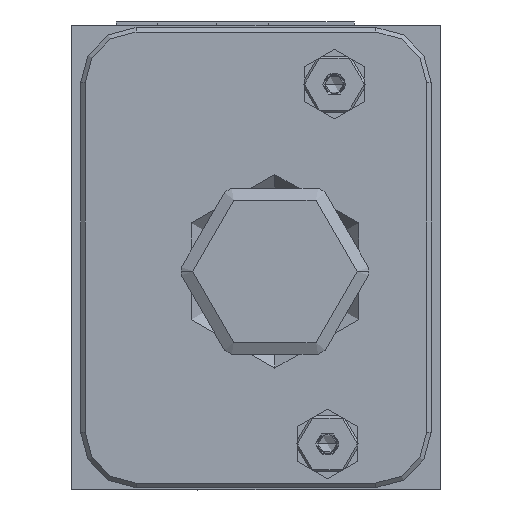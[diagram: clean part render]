
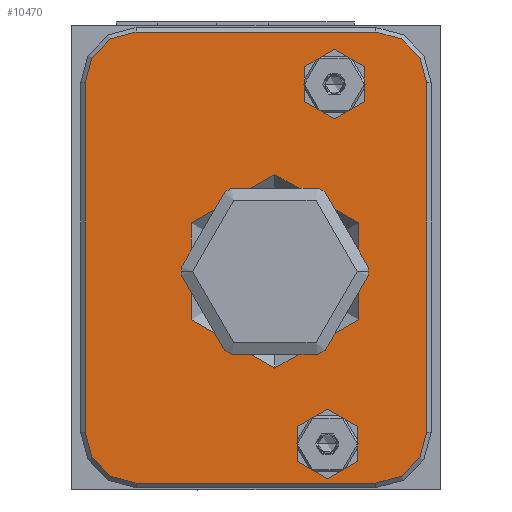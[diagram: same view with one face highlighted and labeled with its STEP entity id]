
A CAD part, front view. The second image highlights one B-rep face of the part: STEP entity #10470.
In plain terms, the highlighted planar face has unit normal (0, -1, 0).
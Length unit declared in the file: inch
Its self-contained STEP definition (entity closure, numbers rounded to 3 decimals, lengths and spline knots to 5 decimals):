
#3444=CARTESIAN_POINT('',(1.378,-6.812,1.482));
#3445=DIRECTION('',(0.,1.,0.));
#3446=DIRECTION('',(0.,0.,-1.));
#3447=AXIS2_PLACEMENT_3D('',#3444,#3445,#3446);
#3449=CARTESIAN_POINT('',(1.378,-6.812,1.482));
#3450=DIRECTION('',(0.,1.,0.));
#3451=DIRECTION('',(0.,0.,1.));
#3452=AXIS2_PLACEMENT_3D('',#3449,#3450,#3451);
#3454=CARTESIAN_POINT('',(1.781,-6.812,2.75));
#3455=DIRECTION('',(0.,1.,0.));
#3456=DIRECTION('',(0.,0.,-1.));
#3457=AXIS2_PLACEMENT_3D('',#3454,#3455,#3456);
#3459=CARTESIAN_POINT('',(1.781,-6.812,2.75));
#3460=DIRECTION('',(0.,1.,0.));
#3461=DIRECTION('',(0.,0.,1.));
#3462=AXIS2_PLACEMENT_3D('',#3459,#3460,#3461);
#3464=CARTESIAN_POINT('',(1.734,-6.812,
0.312));
#3465=DIRECTION('',(0.,1.,0.));
#3466=DIRECTION('',(0.,0.,-1.));
#3467=AXIS2_PLACEMENT_3D('',#3464,#3465,#3466);
#3469=CARTESIAN_POINT('',(1.734,-6.812,
0.312));
#3470=DIRECTION('',(0.,1.,0.));
#3471=DIRECTION('',(0.,0.,1.));
#3472=AXIS2_PLACEMENT_3D('',#3469,#3470,#3471);
#5974=CARTESIAN_POINT('',(2.062,-6.812,2.759));
#5975=DIRECTION('',(0.,1.,0.));
#5976=DIRECTION('',(0.,0.,1.));
#5977=AXIS2_PLACEMENT_3D('',#5974,#5975,#5976);
#5988=DIRECTION('',(1.,0.,0.));
#5989=VECTOR('',#5988,1.625);
#5990=CARTESIAN_POINT('',(0.437,-6.812,3.103));
#5991=LINE('',#5990,#5989);
#6000=CARTESIAN_POINT('',(0.437,-6.812,2.759));
#6001=DIRECTION('',(0.,1.,0.));
#6002=DIRECTION('',(-1.,0.,0.));
#6003=AXIS2_PLACEMENT_3D('',#6000,#6001,#6002);
#6014=DIRECTION('',(0.,0.,1.));
#6015=VECTOR('',#6014,2.368);
#6016=CARTESIAN_POINT('',(0.093,-6.812,0.391));
#6017=LINE('',#6016,#6015);
#6026=CARTESIAN_POINT('',(0.437,-6.812,0.391));
#6027=DIRECTION('',(0.,1.,0.));
#6028=DIRECTION('',(0.,0.,-1.));
#6029=AXIS2_PLACEMENT_3D('',#6026,#6027,#6028);
#6040=DIRECTION('',(-1.,0.,0.));
#6041=VECTOR('',#6040,1.625);
#6042=CARTESIAN_POINT('',(2.062,-6.812,0.047));
#6043=LINE('',#6042,#6041);
#6048=CARTESIAN_POINT('',(2.062,-6.812,0.391));
#6049=DIRECTION('',(0.,1.,0.));
#6050=DIRECTION('',(1.,0.,0.));
#6051=AXIS2_PLACEMENT_3D('',#6048,#6049,#6050);
#6066=DIRECTION('',(0.,0.,-1.));
#6067=VECTOR('',#6066,2.368);
#6068=CARTESIAN_POINT('',(2.406,-6.812,2.759));
#6069=LINE('',#6068,#6067);
#7183=CARTESIAN_POINT('',(1.378,-6.812,
0.826));
#7184=CARTESIAN_POINT('',(1.378,-6.812,2.138));
#7185=VERTEX_POINT('',#7183);
#7186=VERTEX_POINT('',#7184);
#7250=CARTESIAN_POINT('',(1.781,-6.812,2.514));
#7251=CARTESIAN_POINT('',(1.781,-6.812,2.986));
#7252=VERTEX_POINT('',#7250);
#7253=VERTEX_POINT('',#7251);
#7288=CARTESIAN_POINT('',(2.062,-6.812,0.047));
#7289=CARTESIAN_POINT('',(0.437,-6.812,0.047));
#7290=VERTEX_POINT('',#7288);
#7291=VERTEX_POINT('',#7289);
#7296=CARTESIAN_POINT('',(0.093,-6.812,0.391));
#7297=VERTEX_POINT('',#7296);
#7300=CARTESIAN_POINT('',(0.093,-6.812,2.759));
#7301=VERTEX_POINT('',#7300);
#7304=CARTESIAN_POINT('',(0.437,-6.812,3.103));
#7305=VERTEX_POINT('',#7304);
#7308=CARTESIAN_POINT('',(2.062,-6.812,3.103));
#7309=VERTEX_POINT('',#7308);
#7312=CARTESIAN_POINT('',(2.406,-6.812,2.759));
#7313=VERTEX_POINT('',#7312);
#7316=CARTESIAN_POINT('',(2.406,-6.812,0.391));
#7317=VERTEX_POINT('',#7316);
#7340=CARTESIAN_POINT('',(1.734,-6.812,
0.076));
#7341=CARTESIAN_POINT('',(1.734,-6.812,
0.548));
#7342=VERTEX_POINT('',#7340);
#7343=VERTEX_POINT('',#7341);
#10430=CARTESIAN_POINT('',(0.,-6.812,0.));
#10431=DIRECTION('',(0.,-1.,0.));
#10432=DIRECTION('',(1.,0.,0.));
#10433=AXIS2_PLACEMENT_3D('',#10430,#10431,#10432);
#10434=PLANE('',#10433);
#10436=ORIENTED_EDGE('',*,*,#10435,.T.);
#10438=ORIENTED_EDGE('',*,*,#10437,.T.);
#10440=ORIENTED_EDGE('',*,*,#10439,.T.);
#10442=ORIENTED_EDGE('',*,*,#10441,.T.);
#10444=ORIENTED_EDGE('',*,*,#10443,.T.);
#10446=ORIENTED_EDGE('',*,*,#10445,.T.);
#10448=ORIENTED_EDGE('',*,*,#10447,.T.);
#10450=ORIENTED_EDGE('',*,*,#10449,.T.);
#10451=EDGE_LOOP('',(#10436,#10438,#10440,#10442,#10444,#10446,#10448,#10450));
#10452=FACE_OUTER_BOUND('',#10451,.F.);
#10454=ORIENTED_EDGE('',*,*,#10453,.F.);
#10456=ORIENTED_EDGE('',*,*,#10455,.F.);
#10457=EDGE_LOOP('',(#10454,#10456));
#10458=FACE_BOUND('',#10457,.F.);
#10460=ORIENTED_EDGE('',*,*,#10459,.F.);
#10462=ORIENTED_EDGE('',*,*,#10461,.F.);
#10463=EDGE_LOOP('',(#10460,#10462));
#10464=FACE_BOUND('',#10463,.F.);
#10466=ORIENTED_EDGE('',*,*,#10465,.F.);
#10467=ORIENTED_EDGE('',*,*,#10420,.F.);
#10468=EDGE_LOOP('',(#10466,#10467));
#10469=FACE_BOUND('',#10468,.F.);
#10470=ADVANCED_FACE('',(#10452,#10458,#10464,#10469),#10434,.T.);
#3448=CIRCLE('',#3447,0.656);
#3453=CIRCLE('',#3452,0.656);
#3458=CIRCLE('',#3457,0.236);
#3463=CIRCLE('',#3462,0.236);
#3468=CIRCLE('',#3467,0.236);
#3473=CIRCLE('',#3472,0.236);
#5978=CIRCLE('',#5977,0.344);
#6004=CIRCLE('',#6003,0.344);
#6030=CIRCLE('',#6029,0.344);
#6052=CIRCLE('',#6051,0.344);
#10420=EDGE_CURVE('',#7343,#7342,#3473,.T.);
#10435=EDGE_CURVE('',#7309,#7313,#5978,.T.);
#10437=EDGE_CURVE('',#7313,#7317,#6069,.T.);
#10439=EDGE_CURVE('',#7317,#7290,#6052,.T.);
#10441=EDGE_CURVE('',#7290,#7291,#6043,.T.);
#10443=EDGE_CURVE('',#7291,#7297,#6030,.T.);
#10445=EDGE_CURVE('',#7297,#7301,#6017,.T.);
#10447=EDGE_CURVE('',#7301,#7305,#6004,.T.);
#10449=EDGE_CURVE('',#7305,#7309,#5991,.T.);
#10453=EDGE_CURVE('',#7252,#7253,#3458,.T.);
#10455=EDGE_CURVE('',#7253,#7252,#3463,.T.);
#10459=EDGE_CURVE('',#7185,#7186,#3448,.T.);
#10461=EDGE_CURVE('',#7186,#7185,#3453,.T.);
#10465=EDGE_CURVE('',#7342,#7343,#3468,.T.);
